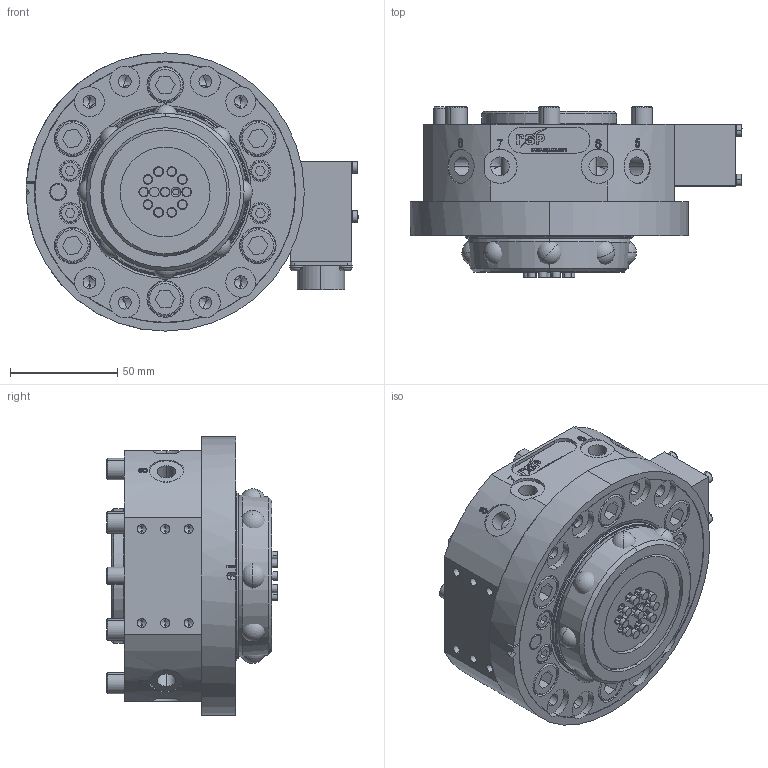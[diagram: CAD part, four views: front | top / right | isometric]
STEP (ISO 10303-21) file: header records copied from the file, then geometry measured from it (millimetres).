
FILE_DESCRIPTION (( 'STEP AP203' ), '1' );
FILE_NAME ('P0403.STEP', '2021-06-01T07:27:22', ( '' ), ( '' ), 'SwSTEP 2.0', 'SolidWorks 2019', '' );
FILE_SCHEMA (( 'CONFIG_CONTROL_DESIGN' ));
Length unit declared in the file: millimetre
Products named in the file (1): P0403
Bounding box: 155.1 x 79.7 x 130 mm (x, y, z)
Volume: 857724.5 mm3; surface area: 179983.2 mm2
Topology: 87 solids, 99 shells, 1966 faces, 4585 edges, 2903 vertices
Faces by surface type: plane 696, cylinder 614, bspline 263, torus 196, cone 175, sphere 22
Entity records: 71357 total; most frequent: CARTESIAN_POINT 27445, ORIENTED_EDGE 8948, DIRECTION 8884, EDGE_CURVE 4474, AXIS2_PLACEMENT_3D 3376, VERTEX_POINT 2876, EDGE_LOOP 2274, LINE 2132
